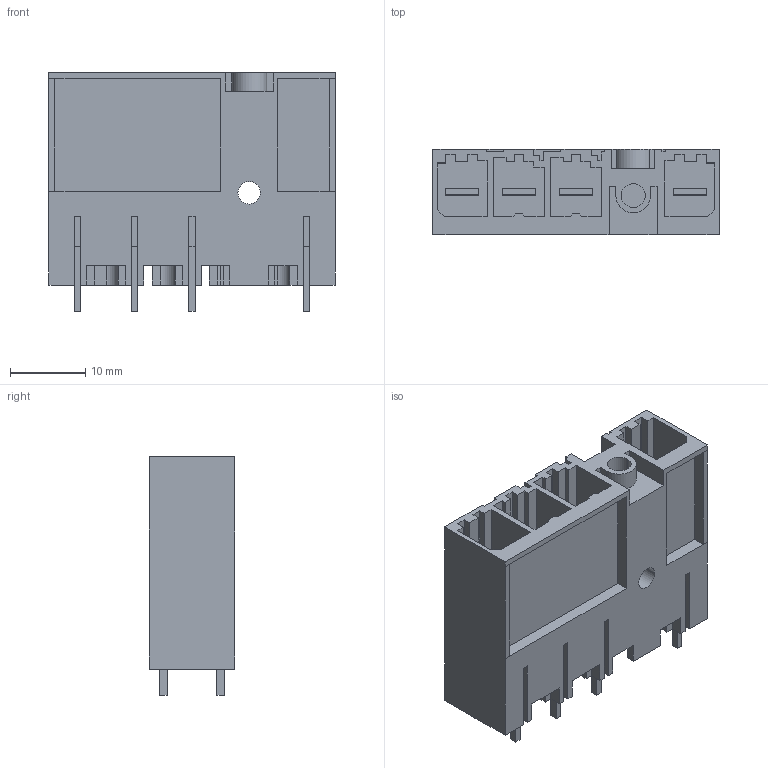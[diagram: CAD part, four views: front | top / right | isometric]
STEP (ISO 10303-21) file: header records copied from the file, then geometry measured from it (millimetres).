
FILE_DESCRIPTION(('CATIA V5 STEP Exchange','CAx-IF Rec.Pracs.--- Model Styling and Organization---1.2---2011-12-15'),'2;1');
FILE_NAME ('D1452129_0_1464330000_1464330000.stp','2016-12-12T10:27:26+00:00',('none'),('Weidmueller'),'CATIA Version 5-6 Release 2014','CATIA V5 STEP AP214','none');
FILE_SCHEMA(('AUTOMOTIVE_DESIGN { 1 0 10303 214 1 1 1 1 }'));
Length unit declared in the file: millimetre
Products named in the file (1): 1464330000_S
Bounding box: 38.1 x 11.4 x 31.8 mm (x, y, z)
Volume: 7173 mm3; surface area: 9079.5 mm2
Topology: 5 solids, 5 shells, 355 faces, 1040 edges, 698 vertices
Faces by surface type: plane 337, cylinder 18
Entity records: 11187 total; most frequent: ORIENTED_EDGE 2080, CARTESIAN_POINT 1964, DIRECTION 1476, EDGE_CURVE 1038, VECTOR 988, LINE 988, VERTEX_POINT 694, EDGE_LOOP 368
